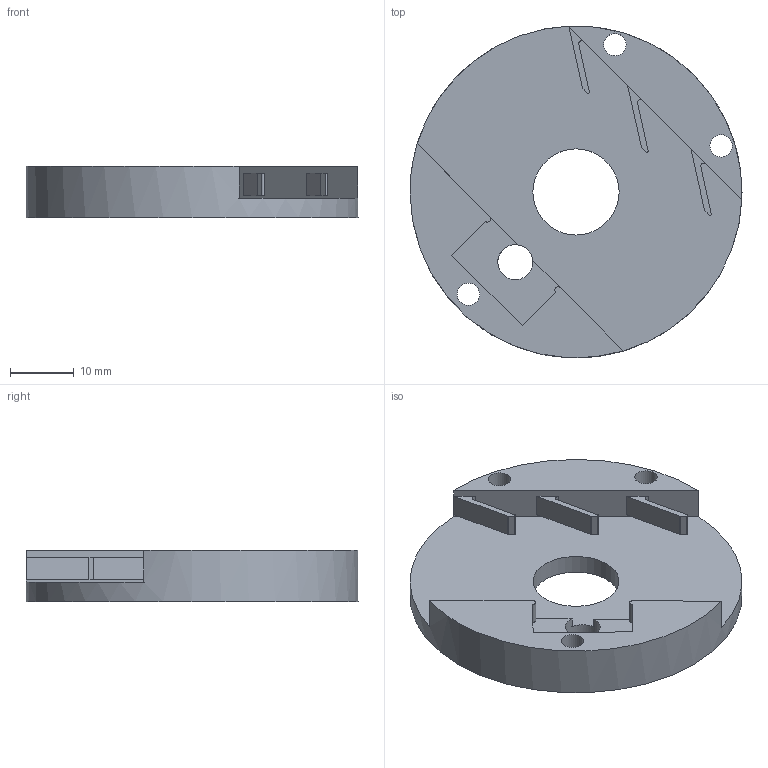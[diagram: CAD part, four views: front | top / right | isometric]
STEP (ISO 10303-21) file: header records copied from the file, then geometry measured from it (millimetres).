
FILE_DESCRIPTION(('HOOPS Exchange Step'),'2;1');
FILE_NAME('temp_export','2022-06-12T09:00:13+02:00',('mobile'),('Shapr3D Limited'),'HOOPS Exchange 2022.0','Shapr3D','Authorized');
FILE_SCHEMA( ('AP203_CONFIGURATION_CONTROLLED_3D_DESIGN_OF_MECHANICAL_PARTS_AND_ASSEMBLIES_MIM_LF') );
Length unit declared in the file: millimetre
Products named in the file (3): Imported (1); Final designs; root
Assembly tree (2 placements, depth 2):
  root
    Imported (1)
    Final designs
Bounding box: 52 x 52 x 8 mm (x, y, z)
Volume: 8066.3 mm3; surface area: 6182.5 mm2
Topology: 1 solids, 1 shells, 50 faces, 137 edges, 92 vertices
Faces by surface type: plane 29, cylinder 21
Full cylindrical faces by diameter (mm): 3.5 x3, 5.5 x1, 13 x2, 13.5 x1, 52 x1
Entity records: 1693 total; most frequent: DIRECTION 297, CARTESIAN_POINT 282, ORIENTED_EDGE 274, EDGE_CURVE 137, AXIS2_PLACEMENT_3D 107, VERTEX_POINT 92, VECTOR 83, LINE 83
